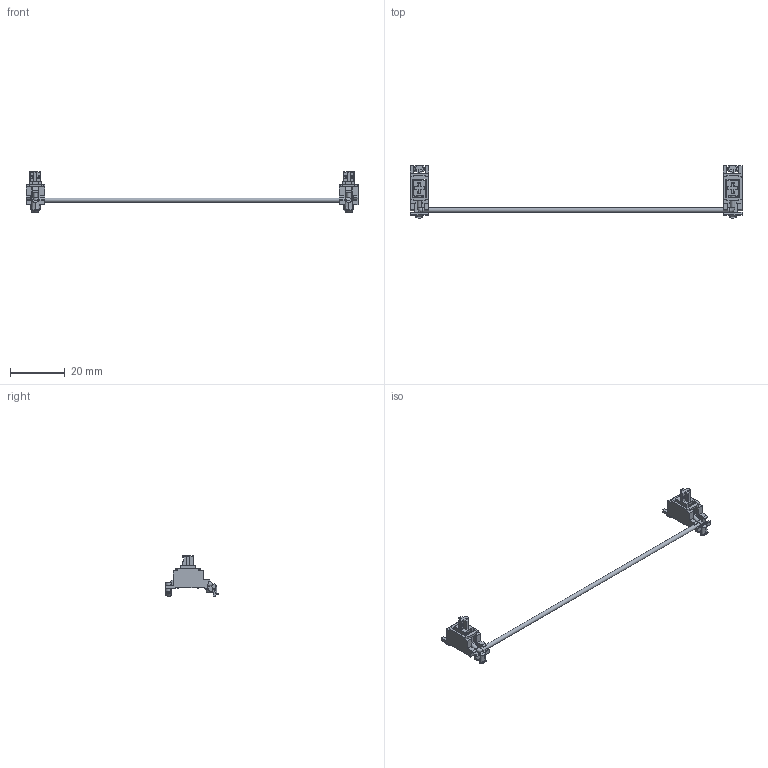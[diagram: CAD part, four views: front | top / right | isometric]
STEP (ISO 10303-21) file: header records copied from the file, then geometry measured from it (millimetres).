
FILE_DESCRIPTION(/* description */ ('Unknown'),/* implementation_level */ '2;1');
FILE_NAME(/* name */ 'Stabilizer_7U',/* time_stamp */ '2023-01-11T12:19:52+01:00',/* author */ ('Unknown'),/* organization */ ('Unknown'),/* preprocessor_version */ 'ST-DEVELOPER v18.1',/* originating_system */ 'Solid Edge',/* authorisation */ 'Unknown');
FILE_SCHEMA (('AUTOMOTIVE_DESIGN {1 0 10303 214 3 1 1}'));
Length unit declared in the file: millimetre
Products named in the file (4): Stabilizer_7U; mx Stabilizer base 16828; mx Stabilizer key 16828; wire700
Assembly tree (5 placements, depth 2):
  Stabilizer_7U
    mx Stabilizer base 16828  x2
    mx Stabilizer key 16828  x2
    wire700
Bounding box: 121.1 x 19.2 x 14.85 mm (x, y, z)
Volume: 1116.8 mm3; surface area: 2852.4 mm2
Topology: 5 solids, 5 shells, 893 faces, 2399 edges, 1454 vertices
Faces by surface type: plane 386, cylinder 315, torus 94, sphere 52, bspline 36, cone 10
Full cylindrical faces by diameter (mm): 1.6 x3, 1.7 x2
Entity records: 14698 total; most frequent: CARTESIAN_POINT 3633, ORIENTED_EDGE 2334, DIRECTION 2272, EDGE_CURVE 1167, AXIS2_PLACEMENT_3D 795, VERTEX_POINT 729, LINE 682, VECTOR 682
